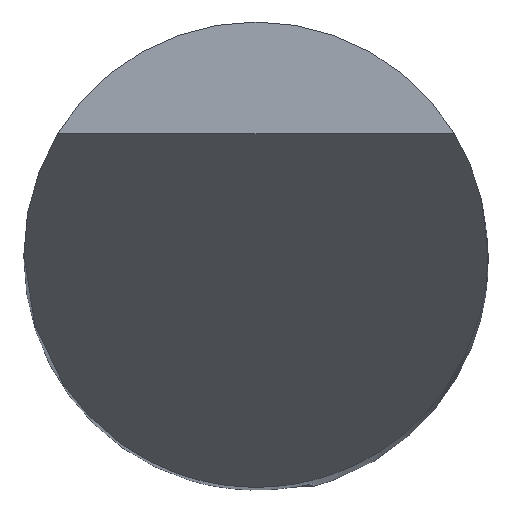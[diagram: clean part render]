
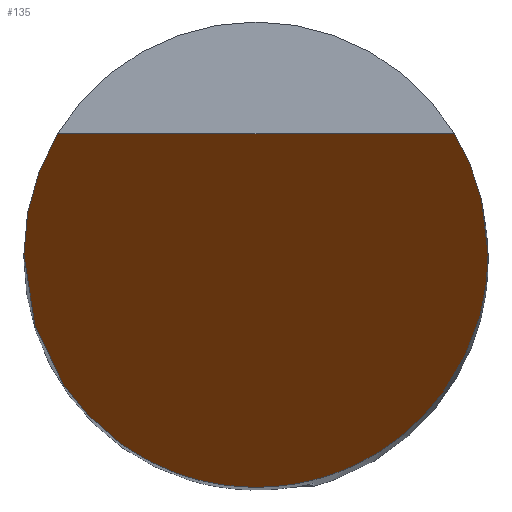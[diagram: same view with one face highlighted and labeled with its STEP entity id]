
A CAD part, top view. The second image highlights one B-rep face of the part: STEP entity #135.
In plain terms, the highlighted planar face has unit normal (0, -0.866, 0.5).
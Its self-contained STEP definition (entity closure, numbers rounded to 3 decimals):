
#56=LINE('',#796,#82);
#82=VECTOR('',#643,1.);
#135=ADVANCED_FACE('',(#178),#164,.F.);
#164=PLANE('',#590);
#178=FACE_OUTER_BOUND('',#208,.T.);
#208=EDGE_LOOP('',(#245,#246,#247,#248));
#245=ORIENTED_EDGE('',*,*,#443,.T.);
#246=ORIENTED_EDGE('',*,*,#444,.T.);
#247=ORIENTED_EDGE('',*,*,#441,.F.);
#248=ORIENTED_EDGE('',*,*,#445,.T.);
#391=VERTEX_POINT('',#797);
#392=VERTEX_POINT('',#798);
#393=VERTEX_POINT('',#805);
#394=VERTEX_POINT('',#806);
#441=EDGE_CURVE('',#391,#392,#56,.T.);
#443=EDGE_CURVE('',#393,#394,#532,.T.);
#444=EDGE_CURVE('',#394,#392,#533,.T.);
#445=EDGE_CURVE('',#391,#393,#534,.T.);
#532=(
BOUNDED_CURVE()
B_SPLINE_CURVE(3,(#801,#802,#803,#804),.UNSPECIFIED.,.F.,.F.)
B_SPLINE_CURVE_WITH_KNOTS((4,4),(0.,1.),.UNSPECIFIED.)
CURVE()
GEOMETRIC_REPRESENTATION_ITEM()
RATIONAL_B_SPLINE_CURVE((1.,0.333,0.333,1.))
REPRESENTATION_ITEM('')
);
#533=(
BOUNDED_CURVE()
B_SPLINE_CURVE(3,(#807,#808,#809,#810),.UNSPECIFIED.,.F.,.F.)
B_SPLINE_CURVE_WITH_KNOTS((4,4),(0.,1.),.UNSPECIFIED.)
CURVE()
GEOMETRIC_REPRESENTATION_ITEM()
RATIONAL_B_SPLINE_CURVE((1.,0.975,0.975,1.))
REPRESENTATION_ITEM('')
);
#534=(
BOUNDED_CURVE()
B_SPLINE_CURVE(3,(#811,#812,#813,#814),.UNSPECIFIED.,.F.,.F.)
B_SPLINE_CURVE_WITH_KNOTS((4,4),(0.,1.),.UNSPECIFIED.)
CURVE()
GEOMETRIC_REPRESENTATION_ITEM()
RATIONAL_B_SPLINE_CURVE((1.,0.975,0.975,1.))
REPRESENTATION_ITEM('')
);
#590=AXIS2_PLACEMENT_3D('',#815,#648,#649);
#643=DIRECTION('',(1.,0.,0.));
#648=DIRECTION('',(0.,0.866,-0.5));
#649=DIRECTION('',(0.,0.5,0.866));
#796=CARTESIAN_POINT('',(2.5,1.299,2.25));
#797=CARTESIAN_POINT('',(-2.136,1.299,2.25));
#798=CARTESIAN_POINT('',(2.136,1.299,2.25));
#801=CARTESIAN_POINT('',(-2.5,0.,0.));
#802=CARTESIAN_POINT('',(-2.5,-5.,-8.66));
#803=CARTESIAN_POINT('',(2.5,-5.,-8.66));
#804=CARTESIAN_POINT('',(2.5,0.,0.));
#805=CARTESIAN_POINT('',(-2.5,0.,0.));
#806=CARTESIAN_POINT('',(2.5,0.,0.));
#807=CARTESIAN_POINT('',(2.5,0.,0.));
#808=CARTESIAN_POINT('',(2.5,0.461,0.799));
#809=CARTESIAN_POINT('',(2.376,0.905,1.568));
#810=CARTESIAN_POINT('',(2.136,1.299,2.25));
#811=CARTESIAN_POINT('',(-2.136,1.299,2.25));
#812=CARTESIAN_POINT('',(-2.376,0.905,1.568));
#813=CARTESIAN_POINT('',(-2.5,0.461,0.799));
#814=CARTESIAN_POINT('',(-2.5,0.,0.));
#815=CARTESIAN_POINT('',(2.5,2.5,4.33));
